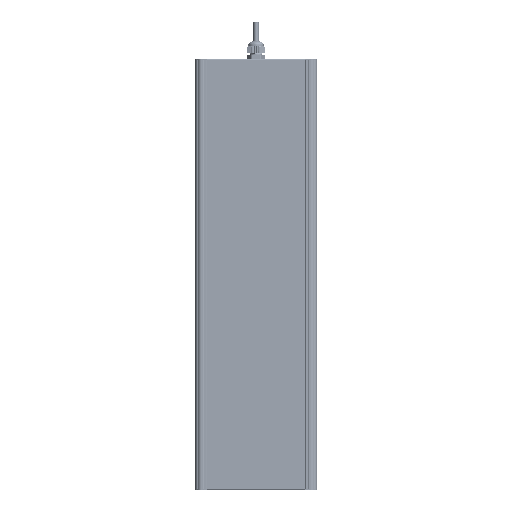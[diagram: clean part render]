
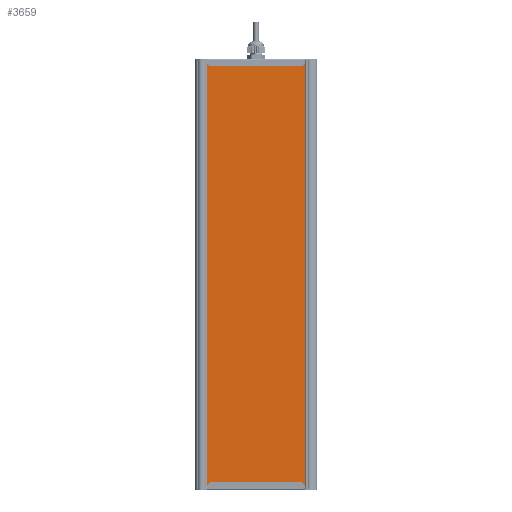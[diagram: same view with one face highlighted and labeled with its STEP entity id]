
A CAD part, front view. The second image highlights one B-rep face of the part: STEP entity #3659.
In plain terms, the highlighted face is planar.
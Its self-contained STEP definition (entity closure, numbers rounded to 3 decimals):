
#3659=ADVANCED_FACE('',(#13720),#13722,.T.);
#13720=FACE_BOUND('',#13721,.T.);
#13721=EDGE_LOOP('',(#42742,#42743,#42744,#42745));
#13722=PLANE('',#13723);
#13723=AXIS2_PLACEMENT_3D('',#13724,#13725,#13726);
#13724=CARTESIAN_POINT('',(2111.497,401.002,-34.582));
#13725=DIRECTION('',(0.,0.,-1.));
#13726=DIRECTION('',(0.,1.,0.));
#42742=ORIENTED_EDGE('',*,*,#49708,.F.);
#42743=ORIENTED_EDGE('',*,*,#49707,.T.);
#42744=ORIENTED_EDGE('',*,*,#49709,.F.);
#42745=ORIENTED_EDGE('',*,*,#49710,.F.);
#49707=EDGE_CURVE('',#55483,#55487,#55489,.T.);
#49708=EDGE_CURVE('',#55483,#55490,#55491,.T.);
#49709=EDGE_CURVE('',#55492,#55487,#55493,.T.);
#49710=EDGE_CURVE('',#55490,#55492,#55494,.T.);
#55483=VERTEX_POINT('',#74545);
#55487=VERTEX_POINT('',#74553);
#55489=LINE('',#74557,#74558);
#55490=VERTEX_POINT('',#74560);
#55491=LINE('',#74561,#74562);
#55492=VERTEX_POINT('',#74564);
#55493=LINE('',#74565,#74566);
#55494=LINE('',#74568,#74569);
#74545=CARTESIAN_POINT('',(2111.497,565.13,-34.582));
#74553=CARTESIAN_POINT('',(2773.497,565.13,-34.582));
#74557=CARTESIAN_POINT('',(2111.497,565.13,-34.582));
#74558=VECTOR('',#74559,1.);
#74559=DIRECTION('',(1.,0.,0.));
#74560=CARTESIAN_POINT('',(2111.497,401.002,-34.582));
#74561=CARTESIAN_POINT('',(2111.497,565.13,-34.582));
#74562=VECTOR('',#74563,1.);
#74563=DIRECTION('',(0.,-1.,0.));
#74564=CARTESIAN_POINT('',(2773.497,401.002,-34.582));
#74565=CARTESIAN_POINT('',(2773.497,401.002,-34.582));
#74566=VECTOR('',#74567,1.);
#74567=DIRECTION('',(0.,1.,0.));
#74568=CARTESIAN_POINT('',(2111.497,401.002,-34.582));
#74569=VECTOR('',#74570,1.);
#74570=DIRECTION('',(1.,0.,0.));
